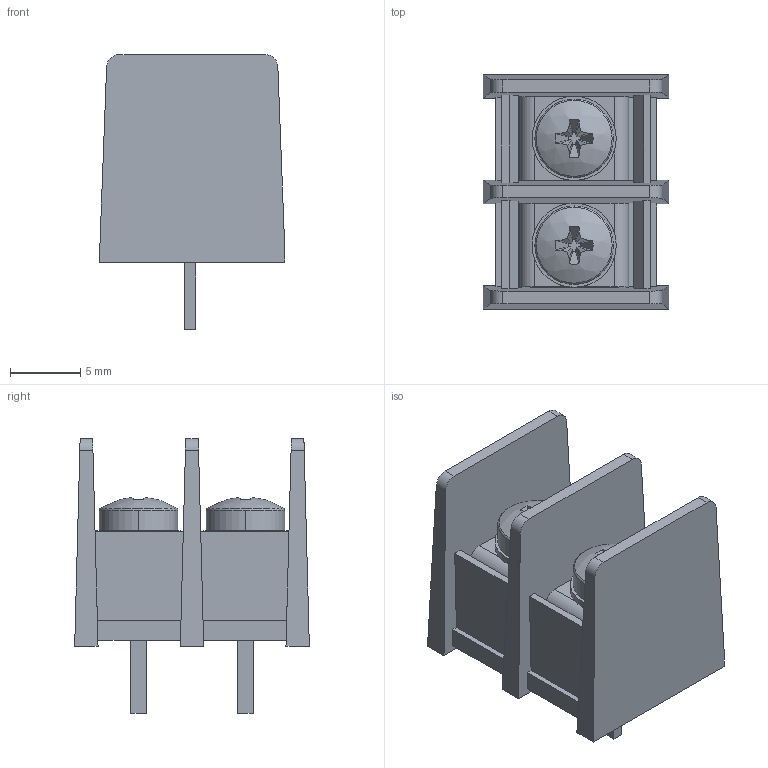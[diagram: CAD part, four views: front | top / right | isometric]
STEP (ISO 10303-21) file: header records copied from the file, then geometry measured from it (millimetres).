
FILE_DESCRIPTION (( 'STEP AP214' ), '1' );
FILE_NAME ('User Library-DG25C-1.STEP', '2019-06-19T14:00:16', ( '' ), ( '' ), 'SwSTEP 2.0', 'SolidWorks 2019', '' );
FILE_SCHEMA (( 'AUTOMOTIVE_DESIGN' ));
Length unit declared in the file: millimetre
Products named in the file (5): User Library-DG25C-1_Pan head screw ISO 7045 - ª3 x 6 - 4.8 - H; User Library-DG25C-1_DG25C Housing; User Library-DG25C-1; User Library-DG25C-1_Washer ISO 10673 - S - 3 - 200 HV; User Library-DG25C-1_DG25C-Pin Header
Assembly tree (7 placements, depth 2):
  User Library-DG25C-1
    User Library-DG25C-1_DG25C Housing
    User Library-DG25C-1_DG25C-Pin Header  x2
    User Library-DG25C-1_Washer ISO 10673 - S - 3 - 200 HV  x2
    User Library-DG25C-1_Pan head screw ISO 7045 - ª3 x 6 - 4.8 - H  x2
Bounding box: 13.23 x 16.74 x 19.59 mm (x, y, z)
Volume: 1455 mm3; surface area: 2796.3 mm2
Topology: 7 solids, 7 shells, 189 faces, 499 edges, 332 vertices
Faces by surface type: plane 123, cylinder 40, bspline 16, torus 8, sphere 2
Entity records: 5578 total; most frequent: CARTESIAN_POINT 867, ORIENTED_EDGE 670, DIRECTION 608, EDGE_CURVE 335, LINE 256, VECTOR 256, VERTEX_POINT 223, AXIS2_PLACEMENT_3D 176
